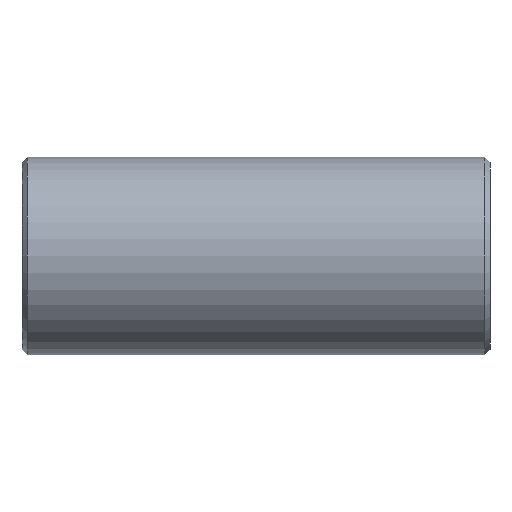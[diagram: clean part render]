
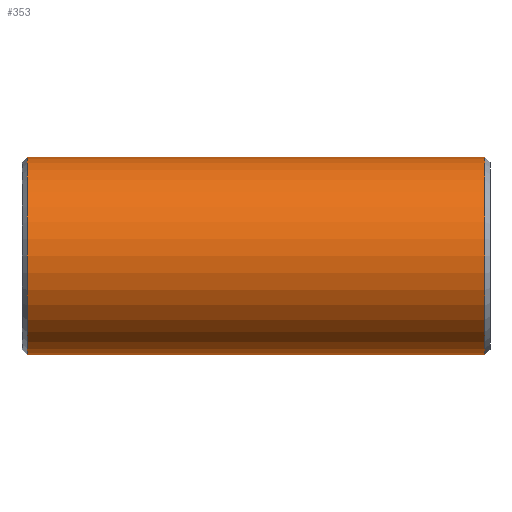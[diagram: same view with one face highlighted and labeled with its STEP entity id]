
A CAD part, front view. The second image highlights one B-rep face of the part: STEP entity #353.
In plain terms, the highlighted cylindrical face has radius 24.13 mm (diameter 48.26 mm), a partial arc.
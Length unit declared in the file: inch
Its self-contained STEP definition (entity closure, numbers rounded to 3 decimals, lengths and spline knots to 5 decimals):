
#3 = VERTEX_POINT ( 'NONE', #162 ) ;
#6 = ORIENTED_EDGE ( 'NONE', *, *, #408, .T. ) ;
#22 = FACE_OUTER_BOUND ( 'NONE', #245, .T. ) ;
#51 = AXIS2_PLACEMENT_3D ( 'NONE', #66, #513, #467 ) ;
#66 = CARTESIAN_POINT ( 'NONE',  ( -2.20167, 0., 0. ) ) ;
#74 = CARTESIAN_POINT ( 'NONE',  ( 0., 0., 0.95 ) ) ;
#75 = CARTESIAN_POINT ( 'NONE',  ( 2.25, 0., -0.95 ) ) ;
#76 = EDGE_CURVE ( 'NONE', #3, #212, #232, .T. ) ;
#77 = VECTOR ( 'NONE', #88, 39.37008 ) ;
#79 = CYLINDRICAL_SURFACE ( 'NONE', #509, 0.95 ) ;
#81 = DIRECTION ( 'NONE',  ( 0., 0., 1. ) ) ;
#85 = LINE ( 'NONE', #542, #585 ) ;
#87 = VERTEX_POINT ( 'NONE', #430 ) ;
#88 = DIRECTION ( 'NONE',  ( -1., 0., 0. ) ) ;
#123 = DIRECTION ( 'NONE',  ( 0., 0., -1. ) ) ;
#134 = VERTEX_POINT ( 'NONE', #515 ) ;
#162 = CARTESIAN_POINT ( 'NONE',  ( 2.20167, 0., -0.95 ) ) ;
#178 = EDGE_CURVE ( 'NONE', #87, #424, #499, .T. ) ;
#196 = DIRECTION ( 'NONE',  ( -1., 0., 0. ) ) ;
#212 = VERTEX_POINT ( 'NONE', #481 ) ;
#217 = CARTESIAN_POINT ( 'NONE',  ( 2.25, 0., 0. ) ) ;
#225 = VERTEX_POINT ( 'NONE', #74 ) ;
#232 = CIRCLE ( 'NONE', #569, 0.95 ) ;
#236 = CARTESIAN_POINT ( 'NONE',  ( 2.25, 0., -0.95 ) ) ;
#245 = EDGE_LOOP ( 'NONE', ( #380, #354, #6, #563, #317, #420 ) ) ;
#261 = VECTOR ( 'NONE', #436, 39.37008 ) ;
#263 = DIRECTION ( 'NONE',  ( -1., 0., 0. ) ) ;
#309 = CARTESIAN_POINT ( 'NONE',  ( -2.20167, 0., -0.95 ) ) ;
#317 = ORIENTED_EDGE ( 'NONE', *, *, #178, .T. ) ;
#318 = DIRECTION ( 'NONE',  ( -1., 0., 0. ) ) ;
#319 = EDGE_CURVE ( 'NONE', #3, #134, #495, .T. ) ;
#352 = LINE ( 'NONE', #508, #77 ) ;
#353 = ADVANCED_FACE ( 'NONE', ( #22 ), #79, .T. ) ;
#354 = ORIENTED_EDGE ( 'NONE', *, *, #76, .T. ) ;
#370 = VECTOR ( 'NONE', #196, 39.37008 ) ;
#380 = ORIENTED_EDGE ( 'NONE', *, *, #319, .F. ) ;
#408 = EDGE_CURVE ( 'NONE', #212, #225, #85, .T. ) ;
#415 = LINE ( 'NONE', #236, #370 ) ;
#420 = ORIENTED_EDGE ( 'NONE', *, *, #588, .F. ) ;
#424 = VERTEX_POINT ( 'NONE', #309 ) ;
#430 = CARTESIAN_POINT ( 'NONE',  ( -2.20167, 0., 0.95 ) ) ;
#436 = DIRECTION ( 'NONE',  ( -1., 0., 0. ) ) ;
#465 = EDGE_CURVE ( 'NONE', #225, #87, #352, .T. ) ;
#467 = DIRECTION ( 'NONE',  ( 0., 0., 1. ) ) ;
#481 = CARTESIAN_POINT ( 'NONE',  ( 2.20167, 0., 0.95 ) ) ;
#495 = LINE ( 'NONE', #75, #261 ) ;
#499 = CIRCLE ( 'NONE', #51, 0.95 ) ;
#508 = CARTESIAN_POINT ( 'NONE',  ( 2.25, 0., 0.95 ) ) ;
#509 = AXIS2_PLACEMENT_3D ( 'NONE', #217, #263, #81 ) ;
#513 = DIRECTION ( 'NONE',  ( 1., 0., 0. ) ) ;
#515 = CARTESIAN_POINT ( 'NONE',  ( 0., 0., -0.95 ) ) ;
#535 = DIRECTION ( 'NONE',  ( -1., 0., 0. ) ) ;
#542 = CARTESIAN_POINT ( 'NONE',  ( 2.25, 0., 0.95 ) ) ;
#563 = ORIENTED_EDGE ( 'NONE', *, *, #465, .T. ) ;
#569 = AXIS2_PLACEMENT_3D ( 'NONE', #580, #535, #123 ) ;
#580 = CARTESIAN_POINT ( 'NONE',  ( 2.20167, 0., 0. ) ) ;
#585 = VECTOR ( 'NONE', #318, 39.37008 ) ;
#588 = EDGE_CURVE ( 'NONE', #134, #424, #415, .T. ) ;
